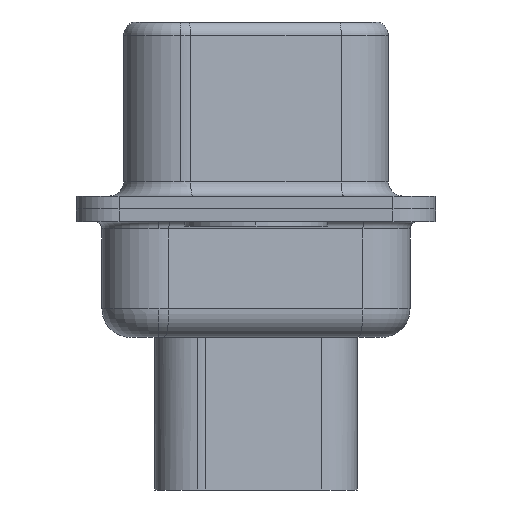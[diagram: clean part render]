
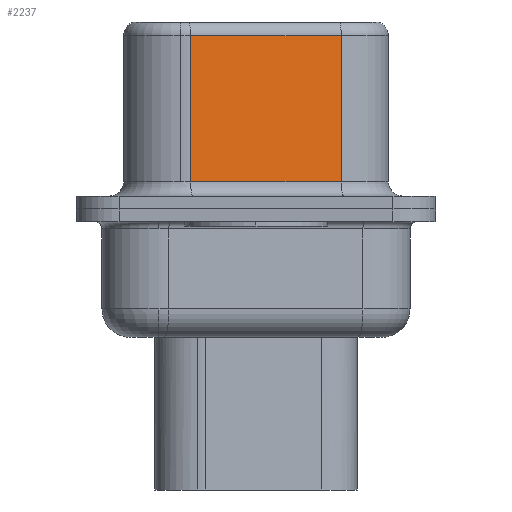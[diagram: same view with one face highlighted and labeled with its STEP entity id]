
A CAD part, left-side view. The second image highlights one B-rep face of the part: STEP entity #2237.
In plain terms, the highlighted planar face has unit normal (-0.985, -0.174, 0).
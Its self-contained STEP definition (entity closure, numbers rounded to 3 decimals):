
#106 = CARTESIAN_POINT ( 'NONE',  ( 4.546, -2.987, 0.95 ) ) ;
#236 = CARTESIAN_POINT ( 'NONE',  ( 4.546, -2.987, 6.07 ) ) ;
#277 = ORIENTED_EDGE ( 'NONE', *, *, #982, .F. ) ;
#982 = EDGE_CURVE ( 'NONE', #9109, #2111, #6199, .T. ) ;
#1122 = DIRECTION ( 'NONE',  ( 0., 0., -1. ) ) ;
#1193 = LINE ( 'NONE', #4648, #12533 ) ;
#1854 = CARTESIAN_POINT ( 'NONE',  ( 4.546, -2.987, 6.57 ) ) ;
#2111 = VERTEX_POINT ( 'NONE', #4765 ) ;
#2164 = LINE ( 'NONE', #2235, #6578 ) ;
#2235 = CARTESIAN_POINT ( 'NONE',  ( 4.546, -2.987, 6.07 ) ) ;
#2237 = ADVANCED_FACE ( 'NONE', ( #12566 ), #10203, .F. ) ;
#2547 = VERTEX_POINT ( 'NONE', #9957 ) ;
#2896 = EDGE_CURVE ( 'NONE', #2547, #5090, #1193, .T. ) ;
#3470 = LINE ( 'NONE', #106, #12886 ) ;
#4022 = AXIS2_PLACEMENT_3D ( 'NONE', #1854, #5444, #5760 ) ;
#4648 = CARTESIAN_POINT ( 'NONE',  ( 3.615, 2.293, 6.57 ) ) ;
#4765 = CARTESIAN_POINT ( 'NONE',  ( 4.546, -2.987, 0.95 ) ) ;
#5090 = VERTEX_POINT ( 'NONE', #12023 ) ;
#5374 = EDGE_CURVE ( 'NONE', #5090, #2111, #3470, .T. ) ;
#5444 = DIRECTION ( 'NONE',  ( 0.985, 0.174, 0. ) ) ;
#5760 = DIRECTION ( 'NONE',  ( -0.174, 0.985, 0. ) ) ;
#6199 = LINE ( 'NONE', #12358, #10572 ) ;
#6578 = VECTOR ( 'NONE', #13020, 1000. ) ;
#6776 = ORIENTED_EDGE ( 'NONE', *, *, #5374, .T. ) ;
#6825 = EDGE_CURVE ( 'NONE', #9109, #2547, #2164, .T. ) ;
#9109 = VERTEX_POINT ( 'NONE', #236 ) ;
#9957 = CARTESIAN_POINT ( 'NONE',  ( 3.615, 2.293, 6.07 ) ) ;
#10203 = PLANE ( 'NONE',  #4022 ) ;
#10572 = VECTOR ( 'NONE', #13452, 1000. ) ;
#12023 = CARTESIAN_POINT ( 'NONE',  ( 3.615, 2.293, 0.95 ) ) ;
#12068 = DIRECTION ( 'NONE',  ( 0.174, -0.985, 0. ) ) ;
#12358 = CARTESIAN_POINT ( 'NONE',  ( 4.546, -2.987, 6.57 ) ) ;
#12390 = ORIENTED_EDGE ( 'NONE', *, *, #2896, .T. ) ;
#12533 = VECTOR ( 'NONE', #1122, 1000. ) ;
#12566 = FACE_OUTER_BOUND ( 'NONE', #12724, .T. ) ;
#12724 = EDGE_LOOP ( 'NONE', ( #277, #15327, #12390, #6776 ) ) ;
#12886 = VECTOR ( 'NONE', #12068, 1000. ) ;
#13020 = DIRECTION ( 'NONE',  ( -0.174, 0.985, 0. ) ) ;
#13452 = DIRECTION ( 'NONE',  ( 0., 0., -1. ) ) ;
#15327 = ORIENTED_EDGE ( 'NONE', *, *, #6825, .T. ) ;
